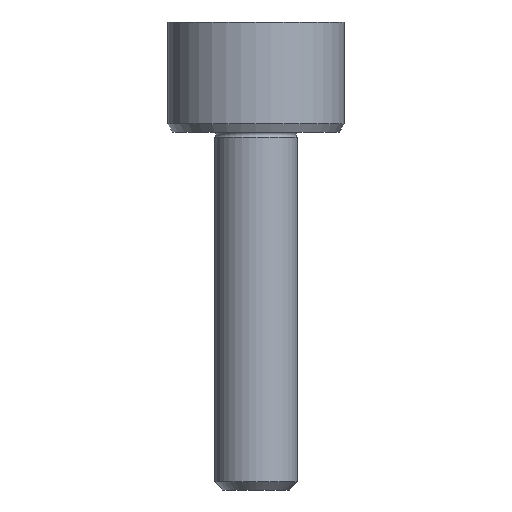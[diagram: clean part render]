
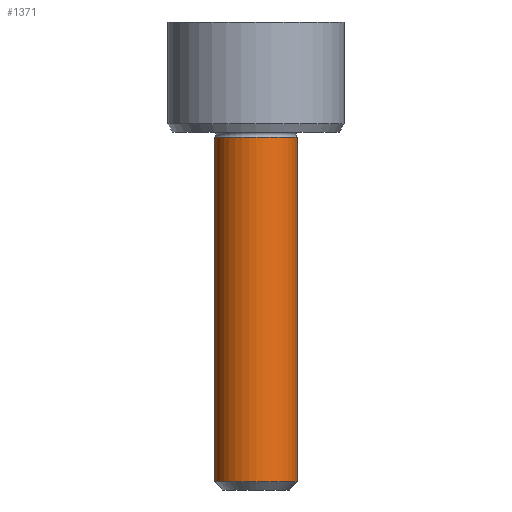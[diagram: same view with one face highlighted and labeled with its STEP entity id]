
A CAD part, front view. The second image highlights one B-rep face of the part: STEP entity #1371.
In plain terms, the highlighted cylindrical face has radius 1.5 mm (diameter 3 mm), a full revolution.
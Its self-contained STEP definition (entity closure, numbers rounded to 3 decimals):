
#16=CYLINDRICAL_SURFACE('',#1453,1.5);
#37=CIRCLE('',#1452,1.5);
#38=CIRCLE('',#1454,1.5);
#39=CIRCLE('',#1455,1.5);
#155=FACE_OUTER_BOUND('',#235,.T.);
#235=EDGE_LOOP('',(#1246,#1247,#1248,#1249,#1250));
#361=LINE('',#2460,#483);
#483=VECTOR('',#1698,1.5);
#670=VERTEX_POINT('',#2452);
#671=VERTEX_POINT('',#2456);
#672=VERTEX_POINT('',#2457);
#864=EDGE_CURVE('',#670,#670,#37,.T.);
#866=EDGE_CURVE('',#671,#672,#38,.T.);
#867=EDGE_CURVE('',#672,#671,#39,.T.);
#868=EDGE_CURVE('',#672,#670,#361,.T.);
#1246=ORIENTED_EDGE('',*,*,#866,.F.);
#1247=ORIENTED_EDGE('',*,*,#867,.F.);
#1248=ORIENTED_EDGE('',*,*,#868,.T.);
#1249=ORIENTED_EDGE('',*,*,#864,.T.);
#1250=ORIENTED_EDGE('',*,*,#868,.F.);
#1371=ADVANCED_FACE('',(#155),#16,.T.);
#1452=AXIS2_PLACEMENT_3D('',#2453,#1689,#1690);
#1453=AXIS2_PLACEMENT_3D('',#2455,#1692,#1693);
#1454=AXIS2_PLACEMENT_3D('',#2458,#1694,#1695);
#1455=AXIS2_PLACEMENT_3D('',#2459,#1696,#1697);
#1689=DIRECTION('center_axis',(0.,0.,1.));
#1690=DIRECTION('ref_axis',(0.,-1.,0.));
#1692=DIRECTION('center_axis',(0.,0.,1.));
#1693=DIRECTION('ref_axis',(0.,-1.,0.));
#1694=DIRECTION('center_axis',(0.,0.,1.));
#1695=DIRECTION('ref_axis',(0.,-1.,0.));
#1696=DIRECTION('center_axis',(0.,0.,1.));
#1697=DIRECTION('ref_axis',(0.,-1.,0.));
#1698=DIRECTION('',(0.,0.,-1.));
#2452=CARTESIAN_POINT('',(0.,1.5,-12.7));
#2453=CARTESIAN_POINT('Origin',(0.,0.,-12.7));
#2455=CARTESIAN_POINT('Origin',(0.,0.,-6.443));
#2456=CARTESIAN_POINT('',(-1.5,0.,-0.187));
#2457=CARTESIAN_POINT('',(0.,1.5,-0.187));
#2458=CARTESIAN_POINT('Origin',(0.,0.,-0.187));
#2459=CARTESIAN_POINT('Origin',(0.,0.,-0.187));
#2460=CARTESIAN_POINT('',(0.,1.5,-6.443));
